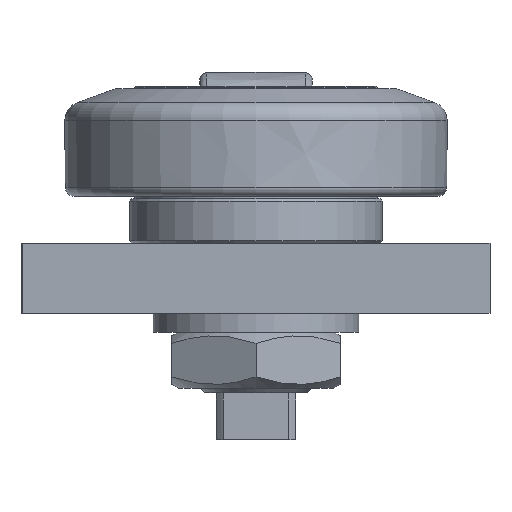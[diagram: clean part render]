
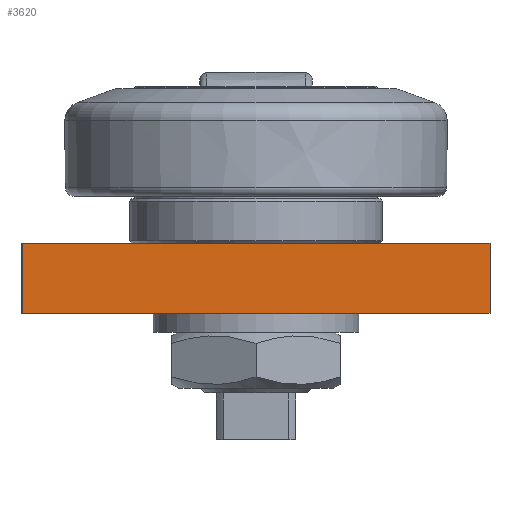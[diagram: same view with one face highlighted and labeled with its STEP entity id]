
A CAD part, left-side view. The second image highlights one B-rep face of the part: STEP entity #3620.
In plain terms, the highlighted planar face has unit normal (-1, 0, 0).
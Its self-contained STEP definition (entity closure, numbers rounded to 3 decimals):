
#234=LINE('',#6045,#531);
#279=LINE('',#6181,#576);
#280=LINE('',#6183,#577);
#281=LINE('',#6184,#578);
#531=VECTOR('',#4751,10.);
#576=VECTOR('',#4876,10.);
#577=VECTOR('',#4877,10.);
#578=VECTOR('',#4878,10.);
#837=PLANE('',#3989);
#1022=FACE_OUTER_BOUND('',#1257,.T.);
#1257=EDGE_LOOP('',(#3082,#3083,#3084,#3085));
#1783=VERTEX_POINT('',#6043);
#1784=VERTEX_POINT('',#6044);
#1835=VERTEX_POINT('',#6180);
#1836=VERTEX_POINT('',#6182);
#2224=EDGE_CURVE('',#1783,#1784,#234,.T.);
#2293=EDGE_CURVE('',#1835,#1784,#279,.T.);
#2294=EDGE_CURVE('',#1835,#1836,#280,.T.);
#2295=EDGE_CURVE('',#1836,#1783,#281,.T.);
#3082=ORIENTED_EDGE('',*,*,#2224,.T.);
#3083=ORIENTED_EDGE('',*,*,#2293,.F.);
#3084=ORIENTED_EDGE('',*,*,#2294,.T.);
#3085=ORIENTED_EDGE('',*,*,#2295,.T.);
#3620=ADVANCED_FACE('',(#1022),#837,.T.);
#3989=AXIS2_PLACEMENT_3D('',#6179,#4874,#4875);
#4751=DIRECTION('',(0.,1.,0.));
#4874=DIRECTION('center_axis',(-1.,0.,0.));
#4875=DIRECTION('ref_axis',(0.,0.,1.));
#4876=DIRECTION('',(0.,0.,1.));
#4877=DIRECTION('',(0.,-1.,0.));
#4878=DIRECTION('',(0.,0.,1.));
#6043=CARTESIAN_POINT('',(-127.526,-43.211,-7.65));
#6044=CARTESIAN_POINT('',(-127.526,56.789,-7.65));
#6045=CARTESIAN_POINT('',(-127.526,56.789,-7.65));
#6179=CARTESIAN_POINT('Origin',(-127.526,-43.211,-22.65));
#6180=CARTESIAN_POINT('',(-127.526,56.789,-22.65));
#6181=CARTESIAN_POINT('',(-127.526,56.789,-22.65));
#6182=CARTESIAN_POINT('',(-127.526,-43.211,-22.65));
#6183=CARTESIAN_POINT('',(-127.526,56.789,-22.65));
#6184=CARTESIAN_POINT('',(-127.526,-43.211,-22.65));
